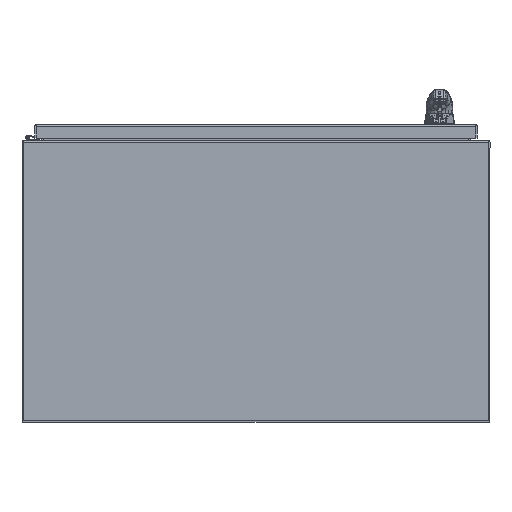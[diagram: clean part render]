
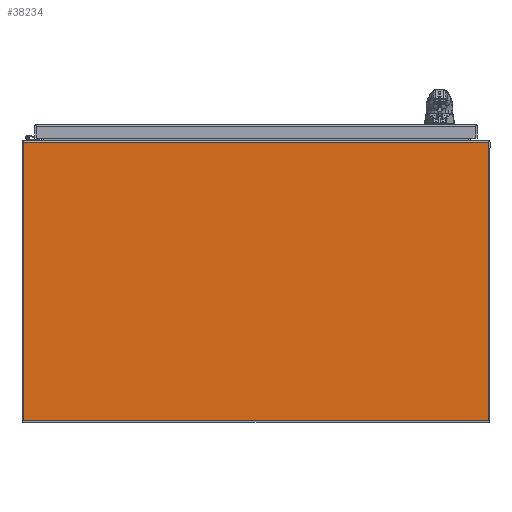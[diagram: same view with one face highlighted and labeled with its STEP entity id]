
A CAD part, front view. The second image highlights one B-rep face of the part: STEP entity #38234.
In plain terms, the highlighted face is planar.
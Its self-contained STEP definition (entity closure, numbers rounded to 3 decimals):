
#1672=PLANE($,#40701);
#2681=FACE_OUTER_BOUND($,#5034,.T.);
#5034=EDGE_LOOP($,(#25548,#25549,#25550,#25551));
#9827=LINE($,#57237,#12915);
#9833=LINE($,#57255,#12921);
#9836=LINE($,#57261,#12924);
#9837=LINE($,#57262,#12925);
#12915=VECTOR($,#45447,29.938);
#12921=VECTOR($,#45471,17.906);
#12924=VECTOR($,#45476,17.906);
#12925=VECTOR($,#45477,29.938);
#15929=VERTEX_POINT($,#57234);
#15930=VERTEX_POINT($,#57236);
#15933=VERTEX_POINT($,#57254);
#15935=VERTEX_POINT($,#57260);
#19585=EDGE_CURVE($,#15930,#15929,#9827,.T.);
#19594=EDGE_CURVE($,#15930,#15933,#9833,.T.);
#19597=EDGE_CURVE($,#15935,#15929,#9836,.T.);
#19598=EDGE_CURVE($,#15933,#15935,#9837,.T.);
#25548=ORIENTED_EDGE($,*,*,#19585,.T.);
#25549=ORIENTED_EDGE($,*,*,#19597,.F.);
#25550=ORIENTED_EDGE($,*,*,#19598,.F.);
#25551=ORIENTED_EDGE($,*,*,#19594,.F.);
#38234=ADVANCED_FACE($,(#2681),#1672,.T.);
#40701=AXIS2_PLACEMENT_3D($,#57259,#45474,#45475);
#45447=DIRECTION($,(1.,0.,0.));
#45471=DIRECTION($,(0.,1.,0.));
#45474=DIRECTION('center_axis',(0.,0.,1.));
#45475=DIRECTION('ref_axis',(1.,0.,0.));
#45476=DIRECTION($,(0.,-1.,0.));
#45477=DIRECTION($,(1.,0.,0.));
#57234=CARTESIAN_POINT('',(14.969,-8.891,0.094));
#57236=CARTESIAN_POINT('',(-14.969,-8.891,0.094));
#57237=CARTESIAN_POINT($,(-7.484,-8.891,0.094));
#57254=CARTESIAN_POINT('',(-14.969,9.016,0.094));
#57255=CARTESIAN_POINT($,(-14.969,-9.016,0.094));
#57259=CARTESIAN_POINT('Origin',(0.,0.,
0.094));
#57260=CARTESIAN_POINT('',(14.969,9.016,0.094));
#57261=CARTESIAN_POINT($,(14.969,9.016,0.094));
#57262=CARTESIAN_POINT($,(-14.969,9.016,0.094));
